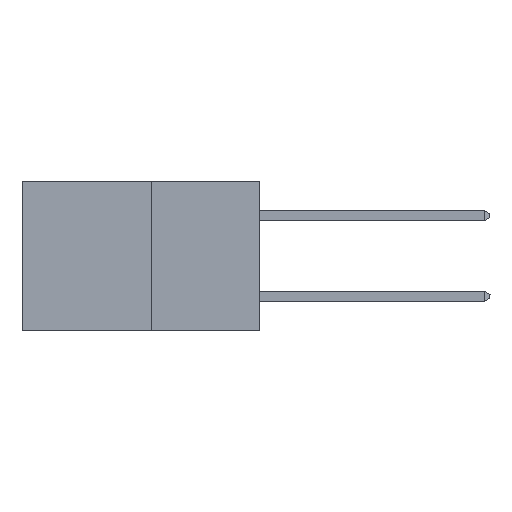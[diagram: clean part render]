
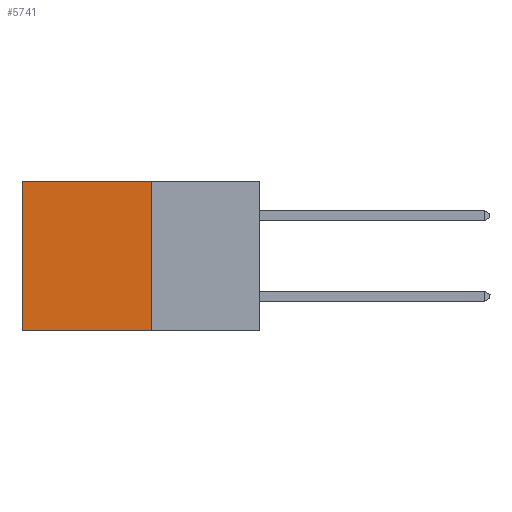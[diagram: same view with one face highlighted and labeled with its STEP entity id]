
A CAD part, left-side view. The second image highlights one B-rep face of the part: STEP entity #5741.
In plain terms, the highlighted planar face has unit normal (-1, 0, 0).
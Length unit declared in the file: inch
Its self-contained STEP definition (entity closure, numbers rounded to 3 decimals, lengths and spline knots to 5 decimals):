
#6 = DIRECTION ( 'NONE',  ( 0., 0., -1. ) ) ;
#240 = CARTESIAN_POINT ( 'NONE',  ( 0.277, 0.27, -0.37 ) ) ;
#599 = DIRECTION ( 'NONE',  ( 0., 1., 0. ) ) ;
#1014 = LINE ( 'NONE', #5586, #5550 ) ;
#1162 = EDGE_LOOP ( 'NONE', ( #6791, #6397, #3754, #6400 ) ) ;
#1226 = EDGE_CURVE ( 'NONE', #5124, #10165, #6663, .T. ) ;
#1279 = EDGE_CURVE ( 'NONE', #11103, #2590, #1014, .T. ) ;
#1355 = CARTESIAN_POINT ( 'NONE',  ( 0.277, 0.27, 0. ) ) ;
#1935 = VECTOR ( 'NONE', #6, 39.37008 ) ;
#2590 = VERTEX_POINT ( 'NONE', #5938 ) ;
#3754 = ORIENTED_EDGE ( 'NONE', *, *, #6438, .F. ) ;
#4048 = LINE ( 'NONE', #6495, #1935 ) ;
#4327 = LINE ( 'NONE', #10591, #9008 ) ;
#4916 = CARTESIAN_POINT ( 'NONE',  ( 0.277, 0.27, -0.37 ) ) ;
#5078 = DIRECTION ( 'NONE',  ( 0., 1., 0. ) ) ;
#5124 = VERTEX_POINT ( 'NONE', #4916 ) ;
#5411 = DIRECTION ( 'NONE',  ( 0., 0., -1. ) ) ;
#5550 = VECTOR ( 'NONE', #5078, 39.37008 ) ;
#5586 = CARTESIAN_POINT ( 'NONE',  ( 0.277, 0.27, 0. ) ) ;
#5683 = DIRECTION ( 'NONE',  ( 0., 0., -1. ) ) ;
#5741 = ADVANCED_FACE ( 'NONE', ( #9929 ), #8306, .F. ) ;
#5938 = CARTESIAN_POINT ( 'NONE',  ( 0.277, 0.59, 0. ) ) ;
#6397 = ORIENTED_EDGE ( 'NONE', *, *, #1226, .F. ) ;
#6400 = ORIENTED_EDGE ( 'NONE', *, *, #1279, .T. ) ;
#6438 = EDGE_CURVE ( 'NONE', #11103, #5124, #4048, .T. ) ;
#6495 = CARTESIAN_POINT ( 'NONE',  ( 0.277, 0.27, -0.37 ) ) ;
#6663 = LINE ( 'NONE', #240, #10919 ) ;
#6791 = ORIENTED_EDGE ( 'NONE', *, *, #10765, .T. ) ;
#7454 = AXIS2_PLACEMENT_3D ( 'NONE', #10793, #10827, #5683 ) ;
#8306 = PLANE ( 'NONE',  #7454 ) ;
#9008 = VECTOR ( 'NONE', #5411, 39.37008 ) ;
#9835 = CARTESIAN_POINT ( 'NONE',  ( 0.277, 0.59, -0.37 ) ) ;
#9929 = FACE_OUTER_BOUND ( 'NONE', #1162, .T. ) ;
#10165 = VERTEX_POINT ( 'NONE', #9835 ) ;
#10591 = CARTESIAN_POINT ( 'NONE',  ( 0.277, 0.59, -0.37 ) ) ;
#10765 = EDGE_CURVE ( 'NONE', #2590, #10165, #4327, .T. ) ;
#10793 = CARTESIAN_POINT ( 'NONE',  ( 0.277, 0.27, -0.37 ) ) ;
#10827 = DIRECTION ( 'NONE',  ( 1., 0., 0. ) ) ;
#10919 = VECTOR ( 'NONE', #599, 39.37008 ) ;
#11103 = VERTEX_POINT ( 'NONE', #1355 ) ;
